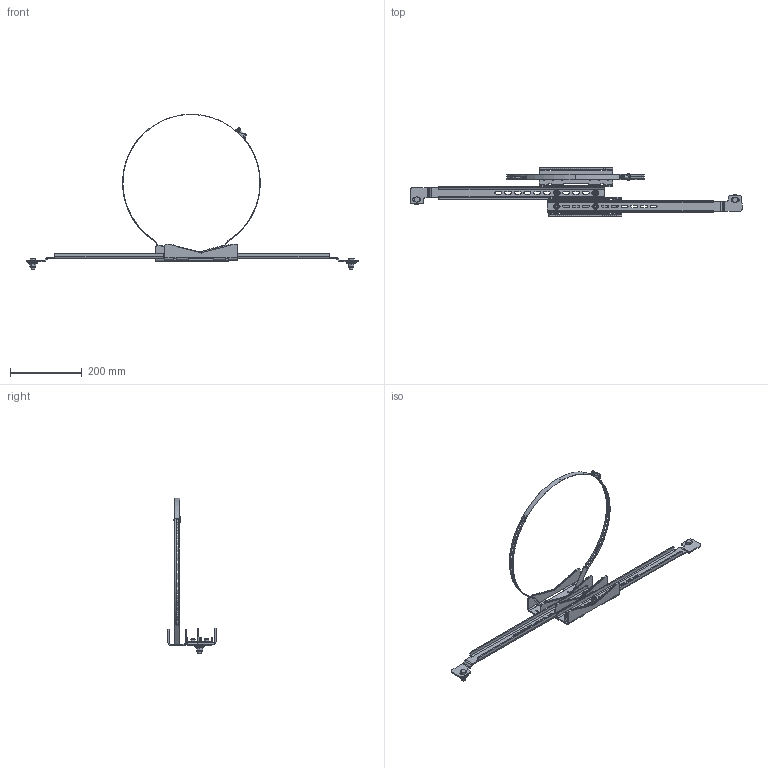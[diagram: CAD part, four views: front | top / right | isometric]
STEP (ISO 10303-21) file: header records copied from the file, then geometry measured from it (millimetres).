
FILE_DESCRIPTION (( 'STEP AP214' ), '1' );
FILE_NAME ('PMKLRGSS.STEP', '2020-05-20T20:39:15', ( '' ), ( '' ), 'SwSTEP 2.0', 'SolidWorks 2019', '' );
FILE_SCHEMA (( 'AUTOMOTIVE_DESIGN' ));
Length unit declared in the file: inch
Products named in the file (1): PMKLRGSS
Bounding box: 922.72 x 133.55 x 432.38 mm (x, y, z)
Volume: 348559.8 mm3; surface area: 263060.4 mm2
Topology: 26 solids, 26 shells, 2158 faces, 6265 edges, 4152 vertices
Faces by surface type: bspline 1119, plane 632, cylinder 337, cone 66, torus 4
Full cylindrical faces by diameter (mm): 4.978 x4, 6.35 x4, 7.366 x4, 7.798 x2, 8.24 x1, 8.509 x2, 9.525 x4, 11.049 x4, 14.275 x2, 14.287 x2, 14.288 x2, 15.875 x4, 27.305 x2, 28.575 x2
Entity records: 154282 total; most frequent: CARTESIAN_POINT 76642, ORIENTED_EDGE 12300, DIRECTION 6604, EDGE_CURVE 6150, VERTEX_POINT 4132, VECTOR 3040, LINE 3040, EDGE_LOOP 2918
